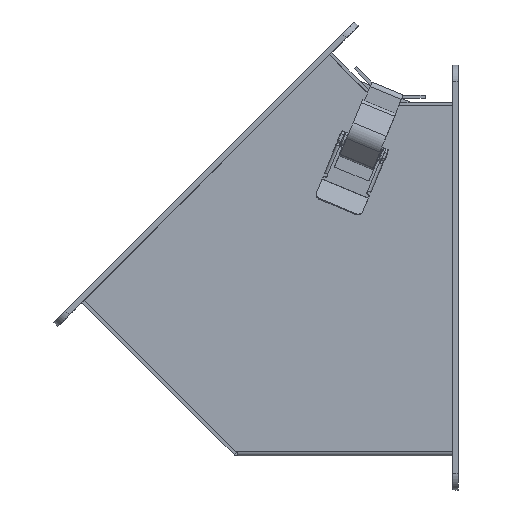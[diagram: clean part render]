
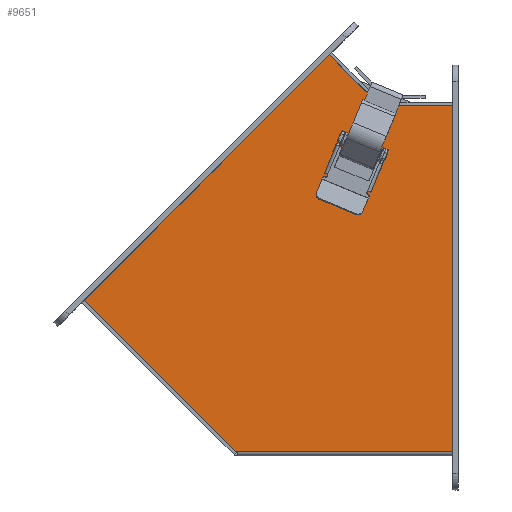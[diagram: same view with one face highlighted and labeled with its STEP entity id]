
A CAD part, front view. The second image highlights one B-rep face of the part: STEP entity #9651.
In plain terms, the highlighted planar face has unit normal (0, -1, 0).
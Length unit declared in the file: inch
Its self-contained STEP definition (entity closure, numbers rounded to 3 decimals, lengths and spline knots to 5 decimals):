
#39 = DIRECTION ( 'NONE',  ( 0.924, 0., -0.383 ) ) ;
#69 = CARTESIAN_POINT ( 'NONE',  ( 0., -4., 9.5 ) ) ;
#275 = ORIENTED_EDGE ( 'NONE', *, *, #6661, .F. ) ;
#382 = DIRECTION ( 'NONE',  ( 0.707, 0., -0.707 ) ) ;
#442 = CARTESIAN_POINT ( 'NONE',  ( -1.96643, -4., 8.25749 ) ) ;
#666 = CARTESIAN_POINT ( 'NONE',  ( 0., -4., 0.108 ) ) ;
#752 = ORIENTED_EDGE ( 'NONE', *, *, #7504, .F. ) ;
#1084 = VERTEX_POINT ( 'NONE', #6222 ) ;
#1160 = CARTESIAN_POINT ( 'NONE',  ( -1.17097, -4., 7.928 ) ) ;
#1259 = VECTOR ( 'NONE', #6820, 39.37008 ) ;
#1424 = LINE ( 'NONE', #69, #8953 ) ;
#1548 = CARTESIAN_POINT ( 'NONE',  ( -1.96643, -4., 8.25749 ) ) ;
#1674 = CARTESIAN_POINT ( 'NONE',  ( -8.34946, -4., 3.53046 ) ) ;
#1709 = VERTEX_POINT ( 'NONE', #5765 ) ;
#1991 = CARTESIAN_POINT ( 'NONE',  ( 0., -4., 7.928 ) ) ;
#2411 = PLANE ( 'NONE',  #6023 ) ;
#2481 = EDGE_CURVE ( 'NONE', #1084, #4255, #8194, .T. ) ;
#2560 = VECTOR ( 'NONE', #39, 39.37008 ) ;
#2891 = ORIENTED_EDGE ( 'NONE', *, *, #4011, .F. ) ;
#2948 = FACE_OUTER_BOUND ( 'NONE', #3816, .T. ) ;
#3042 = ORIENTED_EDGE ( 'NONE', *, *, #2481, .F. ) ;
#3268 = CARTESIAN_POINT ( 'NONE',  ( 0., -4., 9.5 ) ) ;
#3287 = CARTESIAN_POINT ( 'NONE',  ( 0., -4., 0.108 ) ) ;
#3816 = EDGE_LOOP ( 'NONE', ( #3042, #2891, #8241, #275, #7970, #5874, #8645, #752 ) ) ;
#3860 = VERTEX_POINT ( 'NONE', #9030 ) ;
#4011 = EDGE_CURVE ( 'NONE', #1709, #1084, #9321, .T. ) ;
#4018 = VECTOR ( 'NONE', #4020, 39.37008 ) ;
#4020 = DIRECTION ( 'NONE',  ( -1., 0., 0. ) ) ;
#4255 = VERTEX_POINT ( 'NONE', #1674 ) ;
#4409 = LINE ( 'NONE', #666, #5868 ) ;
#4451 = VERTEX_POINT ( 'NONE', #442 ) ;
#4602 = DIRECTION ( 'NONE',  ( -1., 0., 0. ) ) ;
#4887 = VECTOR ( 'NONE', #7607, 39.37008 ) ;
#5181 = CARTESIAN_POINT ( 'NONE',  ( -2.79443, -4., 9.08549 ) ) ;
#5249 = DIRECTION ( 'NONE',  ( -0.707, 0., 0.707 ) ) ;
#5254 = LINE ( 'NONE', #8299, #1259 ) ;
#5392 = VERTEX_POINT ( 'NONE', #5181 ) ;
#5521 = VECTOR ( 'NONE', #5249, 39.37008 ) ;
#5577 = VERTEX_POINT ( 'NONE', #1991 ) ;
#5765 = CARTESIAN_POINT ( 'NONE',  ( -4.87609, -4., 0.108 ) ) ;
#5868 = VECTOR ( 'NONE', #4602, 39.37008 ) ;
#5874 = ORIENTED_EDGE ( 'NONE', *, *, #9132, .F. ) ;
#6023 = AXIS2_PLACEMENT_3D ( 'NONE', #3268, #8380, #6298 ) ;
#6113 = EDGE_CURVE ( 'NONE', #5392, #4451, #7802, .T. ) ;
#6222 = CARTESIAN_POINT ( 'NONE',  ( -4.927, -4., 0.108 ) ) ;
#6298 = DIRECTION ( 'NONE',  ( 0., 0., 1. ) ) ;
#6322 = EDGE_CURVE ( 'NONE', #7218, #5577, #5254, .T. ) ;
#6661 = EDGE_CURVE ( 'NONE', #5577, #3860, #1424, .T. ) ;
#6820 = DIRECTION ( 'NONE',  ( 1., 0., 0. ) ) ;
#7068 = CARTESIAN_POINT ( 'NONE',  ( -2.79443, -4., 9.08549 ) ) ;
#7218 = VERTEX_POINT ( 'NONE', #1160 ) ;
#7315 = LINE ( 'NONE', #1548, #2560 ) ;
#7504 = EDGE_CURVE ( 'NONE', #4255, #5392, #9138, .T. ) ;
#7607 = DIRECTION ( 'NONE',  ( 0.707, 0., 0.707 ) ) ;
#7655 = CARTESIAN_POINT ( 'NONE',  ( -8.34946, -4., 3.53046 ) ) ;
#7802 = LINE ( 'NONE', #7068, #9538 ) ;
#7970 = ORIENTED_EDGE ( 'NONE', *, *, #6322, .F. ) ;
#8194 = LINE ( 'NONE', #9511, #5521 ) ;
#8241 = ORIENTED_EDGE ( 'NONE', *, *, #9478, .F. ) ;
#8299 = CARTESIAN_POINT ( 'NONE',  ( 0., -4., 7.928 ) ) ;
#8380 = DIRECTION ( 'NONE',  ( 0., 1., 0. ) ) ;
#8645 = ORIENTED_EDGE ( 'NONE', *, *, #6113, .F. ) ;
#8953 = VECTOR ( 'NONE', #9010, 39.37008 ) ;
#9010 = DIRECTION ( 'NONE',  ( 0., 0., -1. ) ) ;
#9030 = CARTESIAN_POINT ( 'NONE',  ( 0., -4., 0.108 ) ) ;
#9132 = EDGE_CURVE ( 'NONE', #4451, #7218, #7315, .T. ) ;
#9138 = LINE ( 'NONE', #7655, #4887 ) ;
#9321 = LINE ( 'NONE', #3287, #4018 ) ;
#9478 = EDGE_CURVE ( 'NONE', #3860, #1709, #4409, .T. ) ;
#9511 = CARTESIAN_POINT ( 'NONE',  ( -4.927, -4., 0.108 ) ) ;
#9538 = VECTOR ( 'NONE', #382, 39.37008 ) ;
#9651 = ADVANCED_FACE ( 'NONE', ( #2948 ), #2411, .F. ) ;
